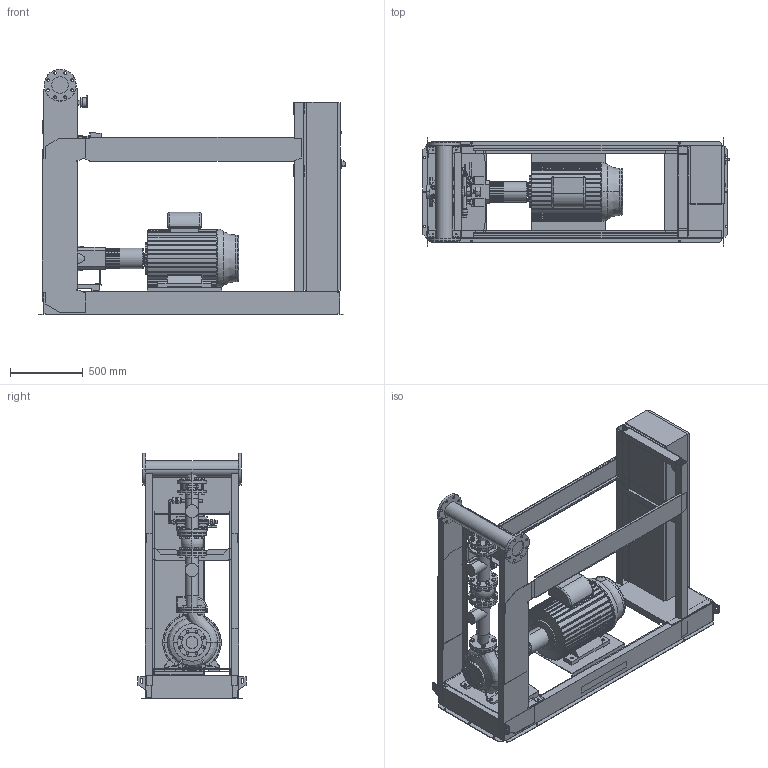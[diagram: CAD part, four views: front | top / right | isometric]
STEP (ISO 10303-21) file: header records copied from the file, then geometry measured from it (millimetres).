
FILE_DESCRIPTION((''),'2;1');
FILE_NAME('3d_Sifire-EN-65_200-214-30E-4183683.stp','2015-05-26T07:23:19',(''),(''),'Mechanical Desktop 2009','Mechanical Desktop 2009',', , ');
FILE_SCHEMA(('CONFIG_CONTROL_DESIGN'));
Length unit declared in the file: millimetre
Products named in the file (1): Product
Bounding box: 2105.5 x 744 x 1690 mm (x, y, z)
Volume: 272697169.4 mm3; surface area: 19789070.3 mm2
Topology: 132 solids, 132 shells, 3230 faces, 7848 edges, 4955 vertices
Faces by surface type: plane 1226, bspline 944, cylinder 606, cone 394, torus 52, sphere 8
Entity records: 102493 total; most frequent: CARTESIAN_POINT 31552, ORIENTED_EDGE 15684, DIRECTION 13404, EDGE_CURVE 7842, VERTEX_POINT 4954, AXIS2_PLACEMENT_3D 4645, VECTOR 4114, LINE 4114
